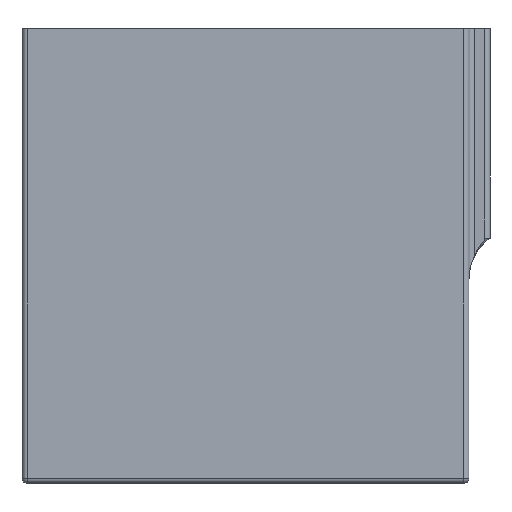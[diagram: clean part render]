
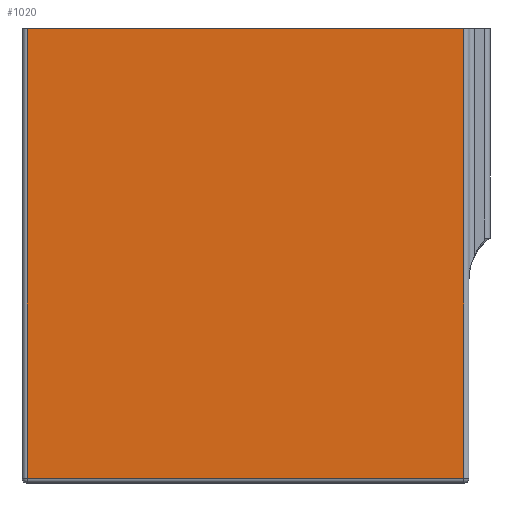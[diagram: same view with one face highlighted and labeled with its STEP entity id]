
A CAD part, front view. The second image highlights one B-rep face of the part: STEP entity #1020.
In plain terms, the highlighted planar face has unit normal (0, -1, 0).
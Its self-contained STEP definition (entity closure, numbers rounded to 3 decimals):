
#39=PLANE('',#1117);
#95=FACE_OUTER_BOUND('',#154,.T.);
#154=EDGE_LOOP('',(#835,#836,#837,#838));
#234=LINE('',#1756,#327);
#259=LINE('',#1838,#352);
#262=LINE('',#1855,#355);
#267=LINE('',#1871,#360);
#327=VECTOR('',#1204,10.);
#352=VECTOR('',#1295,10.);
#355=VECTOR('',#1318,10.);
#360=VECTOR('',#1343,10.);
#453=VERTEX_POINT('',#1753);
#454=VERTEX_POINT('',#1755);
#474=VERTEX_POINT('',#1827);
#477=VERTEX_POINT('',#1834);
#557=EDGE_CURVE('',#453,#454,#234,.T.);
#598=EDGE_CURVE('',#474,#477,#259,.T.);
#607=EDGE_CURVE('',#454,#474,#262,.T.);
#616=EDGE_CURVE('',#477,#453,#267,.T.);
#835=ORIENTED_EDGE('',*,*,#598,.F.);
#836=ORIENTED_EDGE('',*,*,#607,.F.);
#837=ORIENTED_EDGE('',*,*,#557,.F.);
#838=ORIENTED_EDGE('',*,*,#616,.F.);
#1020=ADVANCED_FACE('',(#95),#39,.T.);
#1117=AXIS2_PLACEMENT_3D('',#1870,#1341,#1342);
#1204=DIRECTION('',(0.,0.,-1.));
#1295=DIRECTION('',(0.,0.,1.));
#1318=DIRECTION('',(-1.,0.,0.));
#1341=DIRECTION('center_axis',(0.,-1.,0.));
#1342=DIRECTION('ref_axis',(1.,0.,0.));
#1343=DIRECTION('',(1.,0.,0.));
#1753=CARTESIAN_POINT('',(34.2,-15.,70.));
#1755=CARTESIAN_POINT('',(34.2,-15.,-0.4));
#1756=CARTESIAN_POINT('',(34.2,-15.,0.));
#1827=CARTESIAN_POINT('',(-34.2,-15.,-0.4));
#1834=CARTESIAN_POINT('',(-34.2,-15.,70.));
#1838=CARTESIAN_POINT('',(-34.2,-15.,0.));
#1855=CARTESIAN_POINT('',(-17.5,-15.,-0.4));
#1870=CARTESIAN_POINT('Origin',(-35.,-15.,0.));
#1871=CARTESIAN_POINT('',(35.,-15.,70.));
